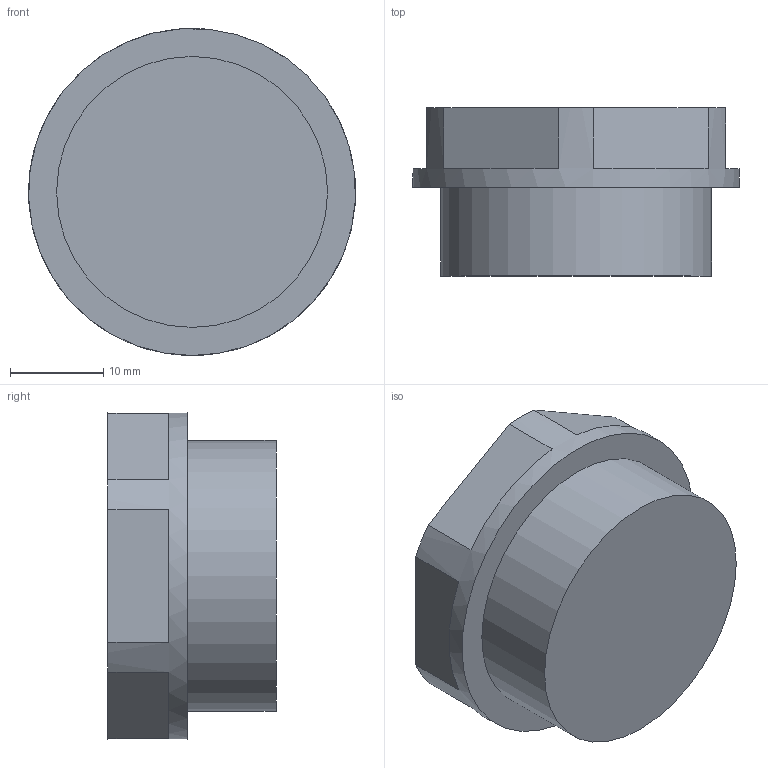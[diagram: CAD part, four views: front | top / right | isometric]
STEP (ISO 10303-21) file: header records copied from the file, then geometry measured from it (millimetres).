
FILE_DESCRIPTION (( 'STEP AP203' ), '1' );
FILE_NAME ('OGC14001HA-油面鏡.STEP', '2023-09-28T06:32:18', ( '' ), ( '' ), 'SwSTEP 2.0', 'SolidWorks 2018', '' );
FILE_SCHEMA (( 'CONFIG_CONTROL_DESIGN' ));
Length unit declared in the file: millimetre
Products named in the file (1): OGC14001HA-油面鏡
Bounding box: 34.97 x 18 x 34.99 mm (x, y, z)
Volume: 12545.1 mm3; surface area: 4047.6 mm2
Topology: 1 solids, 1 shells, 70 faces, 226 edges, 191 vertices
Faces by surface type: plane 62, cylinder 8
Full cylindrical faces by diameter (mm): 18 x1, 29 x1, 35 x1
Entity records: 2739 total; most frequent: CARTESIAN_POINT 481, DIRECTION 460, ORIENTED_EDGE 442, EDGE_CURVE 221, VERTEX_POINT 189, AXIS2_PLACEMENT_3D 168, LINE 124, VECTOR 124
